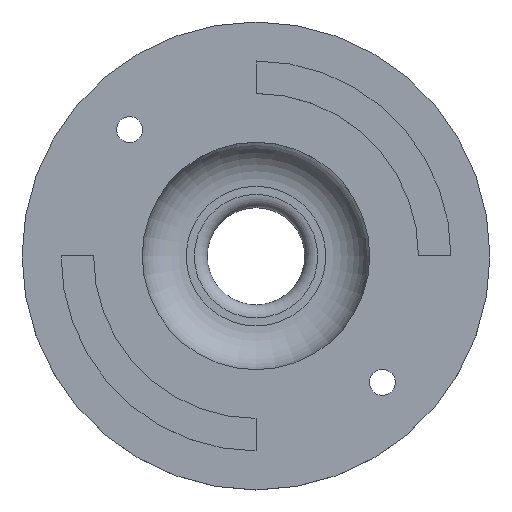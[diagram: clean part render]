
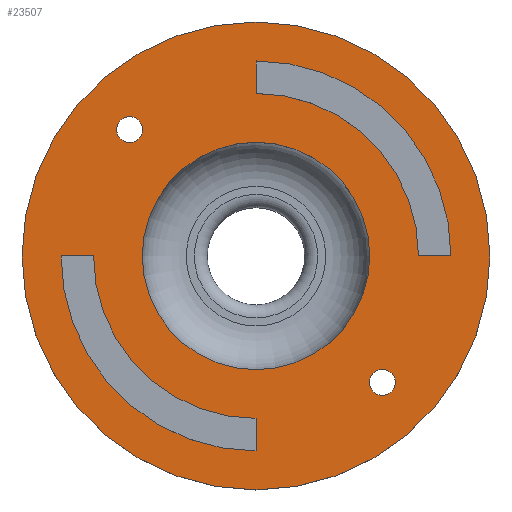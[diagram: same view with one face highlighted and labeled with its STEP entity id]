
A CAD part, top view. The second image highlights one B-rep face of the part: STEP entity #23507.
In plain terms, the highlighted planar face has unit normal (0, 0, 1).
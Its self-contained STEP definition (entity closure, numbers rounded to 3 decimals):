
#3077=FACE_BOUND('',#5436,.T.);
#3078=FACE_BOUND('',#5437,.T.);
#3079=FACE_BOUND('',#5438,.T.);
#3080=FACE_BOUND('',#5439,.T.);
#3081=FACE_BOUND('',#5440,.T.);
#3099=PLANE('',#24907);
#4086=FACE_OUTER_BOUND('',#5435,.T.);
#5435=EDGE_LOOP('',(#15500));
#5436=EDGE_LOOP('',(#15501));
#5437=EDGE_LOOP('',(#15502));
#5438=EDGE_LOOP('',(#15503,#15504,#15505,#15506));
#5439=EDGE_LOOP('',(#15507,#15508,#15509,#15510));
#5440=EDGE_LOOP('',(#15511));
#6764=LINE('',#35493,#7740);
#6769=LINE('',#35507,#7745);
#6772=LINE('',#35518,#7748);
#6777=LINE('',#35532,#7753);
#7740=VECTOR('',#28109,10.);
#7745=VECTOR('',#28122,10.);
#7748=VECTOR('',#28135,10.);
#7753=VECTOR('',#28148,10.);
#8721=CIRCLE('',#24864,2.);
#8723=CIRCLE('',#24867,2.);
#8725=CIRCLE('',#24871,25.);
#8727=CIRCLE('',#24875,30.);
#8729=CIRCLE('',#24880,25.);
#8731=CIRCLE('',#24884,30.);
#8742=CIRCLE('',#24901,17.5);
#8745=CIRCLE('',#24906,36.);
#8832=VERTEX_POINT('',#35479);
#8834=VERTEX_POINT('',#35485);
#8836=VERTEX_POINT('',#35491);
#8837=VERTEX_POINT('',#35492);
#8840=VERTEX_POINT('',#35500);
#8842=VERTEX_POINT('',#35506);
#8844=VERTEX_POINT('',#35516);
#8845=VERTEX_POINT('',#35517);
#8848=VERTEX_POINT('',#35525);
#8850=VERTEX_POINT('',#35531);
#8859=VERTEX_POINT('',#35562);
#8862=VERTEX_POINT('',#35571);
#11458=EDGE_CURVE('',#8832,#8832,#8721,.T.);
#11461=EDGE_CURVE('',#8834,#8834,#8723,.T.);
#11464=EDGE_CURVE('',#8836,#8837,#6764,.T.);
#11468=EDGE_CURVE('',#8837,#8840,#8725,.T.);
#11471=EDGE_CURVE('',#8840,#8842,#6769,.T.);
#11474=EDGE_CURVE('',#8842,#8836,#8727,.T.);
#11476=EDGE_CURVE('',#8844,#8845,#6772,.T.);
#11480=EDGE_CURVE('',#8845,#8848,#8729,.T.);
#11483=EDGE_CURVE('',#8848,#8850,#6777,.T.);
#11486=EDGE_CURVE('',#8850,#8844,#8731,.T.);
#11498=EDGE_CURVE('',#8859,#8859,#8742,.T.);
#11502=EDGE_CURVE('',#8862,#8862,#8745,.T.);
#15500=ORIENTED_EDGE('',*,*,#11502,.T.);
#15501=ORIENTED_EDGE('',*,*,#11458,.T.);
#15502=ORIENTED_EDGE('',*,*,#11461,.T.);
#15503=ORIENTED_EDGE('',*,*,#11464,.T.);
#15504=ORIENTED_EDGE('',*,*,#11468,.T.);
#15505=ORIENTED_EDGE('',*,*,#11471,.T.);
#15506=ORIENTED_EDGE('',*,*,#11474,.T.);
#15507=ORIENTED_EDGE('',*,*,#11476,.T.);
#15508=ORIENTED_EDGE('',*,*,#11480,.T.);
#15509=ORIENTED_EDGE('',*,*,#11483,.T.);
#15510=ORIENTED_EDGE('',*,*,#11486,.T.);
#15511=ORIENTED_EDGE('',*,*,#11498,.T.);
#23507=ADVANCED_FACE('',(#4086,#3077,#3078,#3079,#3080,#3081),#3099,.T.);
#24864=AXIS2_PLACEMENT_3D('',#35480,#28095,#28096);
#24867=AXIS2_PLACEMENT_3D('',#35486,#28102,#28103);
#24871=AXIS2_PLACEMENT_3D('',#35501,#28115,#28116);
#24875=AXIS2_PLACEMENT_3D('',#35512,#28127,#28128);
#24880=AXIS2_PLACEMENT_3D('',#35526,#28141,#28142);
#24884=AXIS2_PLACEMENT_3D('',#35537,#28153,#28154);
#24901=AXIS2_PLACEMENT_3D('',#35563,#28188,#28189);
#24906=AXIS2_PLACEMENT_3D('',#35572,#28199,#28200);
#24907=AXIS2_PLACEMENT_3D('',#35574,#28202,#28203);
#28095=DIRECTION('center_axis',(0.,0.,-1.));
#28096=DIRECTION('ref_axis',(1.,0.,0.));
#28102=DIRECTION('center_axis',(0.,0.,-1.));
#28103=DIRECTION('ref_axis',(1.,0.,0.));
#28109=DIRECTION('',(-1.,0.,0.));
#28115=DIRECTION('center_axis',(0.,0.,1.));
#28116=DIRECTION('ref_axis',(-1.,0.,0.));
#28122=DIRECTION('',(0.,1.,0.));
#28127=DIRECTION('center_axis',(0.,0.,-1.));
#28128=DIRECTION('ref_axis',(1.,0.,0.));
#28135=DIRECTION('',(1.,0.,0.));
#28141=DIRECTION('center_axis',(0.,0.,1.));
#28142=DIRECTION('ref_axis',(-1.,0.,0.));
#28148=DIRECTION('',(0.,-1.,0.));
#28153=DIRECTION('center_axis',(0.,0.,-1.));
#28154=DIRECTION('ref_axis',(1.,0.,0.));
#28188=DIRECTION('center_axis',(0.,0.,-1.));
#28189=DIRECTION('ref_axis',(1.,0.,0.));
#28199=DIRECTION('center_axis',(0.,0.,1.));
#28200=DIRECTION('ref_axis',(-1.,0.,0.));
#28202=DIRECTION('center_axis',(0.,0.,1.));
#28203=DIRECTION('ref_axis',(-1.,0.,0.));
#35479=CARTESIAN_POINT('',(1.955,19.445,52.578));
#35480=CARTESIAN_POINT('Origin',(3.955,19.445,52.578));
#35485=CARTESIAN_POINT('',(40.845,-19.446,52.578));
#35486=CARTESIAN_POINT('Origin',(42.845,-19.446,52.578));
#35491=CARTESIAN_POINT('',(53.4,0.,52.578));
#35492=CARTESIAN_POINT('',(48.4,0.,52.578));
#35493=CARTESIAN_POINT('',(35.9,0.,52.578));
#35500=CARTESIAN_POINT('',(23.4,25.,52.578));
#35501=CARTESIAN_POINT('Origin',(23.4,0.,
52.578));
#35506=CARTESIAN_POINT('',(23.4,30.,52.578));
#35507=CARTESIAN_POINT('',(23.4,15.,52.578));
#35512=CARTESIAN_POINT('Origin',(23.4,0.,
52.578));
#35516=CARTESIAN_POINT('',(-6.6,0.,52.578));
#35517=CARTESIAN_POINT('',(-1.6,0.,52.578));
#35518=CARTESIAN_POINT('',(10.9,0.,52.578));
#35525=CARTESIAN_POINT('',(23.4,-25.,52.578));
#35526=CARTESIAN_POINT('Origin',(23.4,0.,
52.578));
#35531=CARTESIAN_POINT('',(23.4,-30.,52.578));
#35532=CARTESIAN_POINT('',(23.4,-15.,52.578));
#35537=CARTESIAN_POINT('Origin',(23.4,0.,
52.578));
#35562=CARTESIAN_POINT('',(5.9,0.,52.578));
#35563=CARTESIAN_POINT('Origin',(23.4,0.,
52.578));
#35571=CARTESIAN_POINT('',(59.4,0.,52.578));
#35572=CARTESIAN_POINT('Origin',(23.4,0.,
52.578));
#35574=CARTESIAN_POINT('Origin',(23.4,0.,
52.578));
